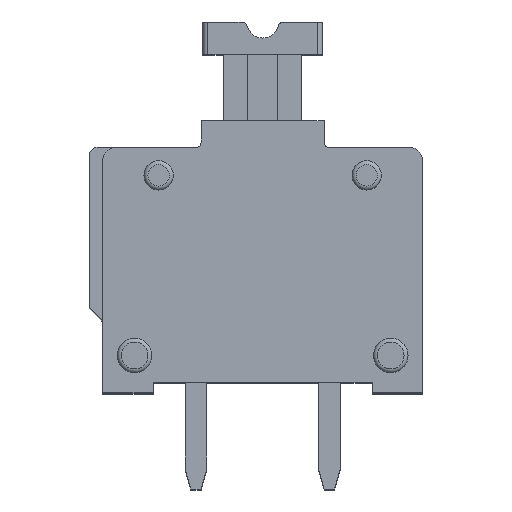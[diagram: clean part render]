
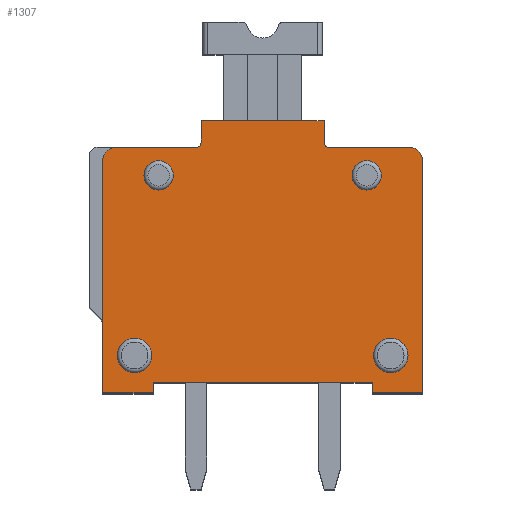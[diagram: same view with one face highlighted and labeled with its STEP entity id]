
A CAD part, top view. The second image highlights one B-rep face of the part: STEP entity #1307.
In plain terms, the highlighted planar face has unit normal (0, 0, 1).
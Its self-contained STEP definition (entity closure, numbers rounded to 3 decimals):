
#1307 = ADVANCED_FACE( '', ( #2936, #2937, #2938, #2939, #2940 ), #2941, .T. );
#2936 = FACE_OUTER_BOUND( '', #4892, .T. );
#2937 = FACE_BOUND( '', #4893, .T. );
#2938 = FACE_BOUND( '', #4894, .T. );
#2939 = FACE_BOUND( '', #4895, .T. );
#2940 = FACE_BOUND( '', #4896, .T. );
#2941 = PLANE( '', #4897 );
#4892 = EDGE_LOOP( '', ( #8801, #8802, #8803, #8804, #8805, #8806, #8807, #8808, #8809, #8810, #8811, #8812, #8813, #8814, #8815, #8816 ) );
#4893 = EDGE_LOOP( '', ( #8817 ) );
#4894 = EDGE_LOOP( '', ( #8818 ) );
#4895 = EDGE_LOOP( '', ( #8819 ) );
#4896 = EDGE_LOOP( '', ( #8820 ) );
#4897 = AXIS2_PLACEMENT_3D( '', #8821, #8822, #8823 );
#8801 = ORIENTED_EDGE( '', *, *, #13081, .T. );
#8802 = ORIENTED_EDGE( '', *, *, #12392, .T. );
#8803 = ORIENTED_EDGE( '', *, *, #13244, .F. );
#8804 = ORIENTED_EDGE( '', *, *, #13146, .F. );
#8805 = ORIENTED_EDGE( '', *, *, #13001, .F. );
#8806 = ORIENTED_EDGE( '', *, *, #13311, .T. );
#8807 = ORIENTED_EDGE( '', *, *, #13312, .F. );
#8808 = ORIENTED_EDGE( '', *, *, #11908, .F. );
#8809 = ORIENTED_EDGE( '', *, *, #13313, .T. );
#8810 = ORIENTED_EDGE( '', *, *, #13314, .T. );
#8811 = ORIENTED_EDGE( '', *, *, #13037, .T. );
#8812 = ORIENTED_EDGE( '', *, *, #13315, .T. );
#8813 = ORIENTED_EDGE( '', *, *, #13305, .T. );
#8814 = ORIENTED_EDGE( '', *, *, #12605, .F. );
#8815 = ORIENTED_EDGE( '', *, *, #13316, .T. );
#8816 = ORIENTED_EDGE( '', *, *, #13317, .F. );
#8817 = ORIENTED_EDGE( '', *, *, #13048, .F. );
#8818 = ORIENTED_EDGE( '', *, *, #13318, .F. );
#8819 = ORIENTED_EDGE( '', *, *, #12229, .F. );
#8820 = ORIENTED_EDGE( '', *, *, #13319, .F. );
#8821 = CARTESIAN_POINT( '', ( 5.954, 7.756, 3.54 ) );
#8822 = DIRECTION( '', ( 0., 0., 1. ) );
#8823 = DIRECTION( '', ( 1., 0., 0. ) );
#11908 = EDGE_CURVE( '', #14334, #14336, #14337, .T. );
#12229 = EDGE_CURVE( '', #14924, #14924, #14925, .T. );
#12392 = EDGE_CURVE( '', #15198, #15196, #15199, .T. );
#12605 = EDGE_CURVE( '', #15538, #15539, #15540, .T. );
#13001 = EDGE_CURVE( '', #16143, #16145, #16146, .T. );
#13037 = EDGE_CURVE( '', #16193, #16191, #16194, .T. );
#13048 = EDGE_CURVE( '', #16209, #16209, #16210, .T. );
#13081 = EDGE_CURVE( '', #16253, #15198, #16257, .T. );
#13146 = EDGE_CURVE( '', #16145, #16350, #16352, .T. );
#13244 = EDGE_CURVE( '', #16350, #15196, #16491, .T. );
#13305 = EDGE_CURVE( '', #16575, #15539, #16576, .T. );
#13311 = EDGE_CURVE( '', #16143, #16583, #16584, .T. );
#13312 = EDGE_CURVE( '', #14336, #16583, #16585, .T. );
#13313 = EDGE_CURVE( '', #14334, #16586, #16587, .T. );
#13314 = EDGE_CURVE( '', #16586, #16193, #16588, .T. );
#13315 = EDGE_CURVE( '', #16191, #16575, #16589, .T. );
#13316 = EDGE_CURVE( '', #15538, #16590, #16591, .T. );
#13317 = EDGE_CURVE( '', #16253, #16590, #16592, .T. );
#13318 = EDGE_CURVE( '', #16593, #16593, #16594, .T. );
#13319 = EDGE_CURVE( '', #16595, #16595, #16596, .T. );
#14334 = VERTEX_POINT( '', #17859 );
#14336 = VERTEX_POINT( '', #17862 );
#14337 = CIRCLE( '', #17863, 0.5 );
#14924 = VERTEX_POINT( '', #18794 );
#14925 = CIRCLE( '', #18795, 0.65 );
#15196 = VERTEX_POINT( '', #19198 );
#15198 = VERTEX_POINT( '', #19201 );
#15199 = LINE( '', #19202, #19203 );
#15538 = VERTEX_POINT( '', #19689 );
#15539 = VERTEX_POINT( '', #19690 );
#15540 = CIRCLE( '', #19691, 0.2 );
#16143 = VERTEX_POINT( '', #20596 );
#16145 = VERTEX_POINT( '', #20599 );
#16146 = LINE( '', #20600, #20601 );
#16191 = VERTEX_POINT( '', #20667 );
#16193 = VERTEX_POINT( '', #20670 );
#16194 = LINE( '', #20671, #20672 );
#16209 = VERTEX_POINT( '', #20694 );
#16210 = CIRCLE( '', #20695, 0.65 );
#16253 = VERTEX_POINT( '', #20759 );
#16257 = LINE( '', #20765, #20766 );
#16350 = VERTEX_POINT( '', #20910 );
#16352 = LINE( '', #20913, #20914 );
#16491 = LINE( '', #21117, #21118 );
#16575 = VERTEX_POINT( '', #21249 );
#16576 = LINE( '', #21250, #21251 );
#16583 = VERTEX_POINT( '', #21261 );
#16584 = LINE( '', #21262, #21263 );
#16585 = LINE( '', #21264, #21265 );
#16586 = VERTEX_POINT( '', #21266 );
#16587 = LINE( '', #21267, #21268 );
#16588 = CIRCLE( '', #21269, 0.2 );
#16589 = LINE( '', #21270, #21271 );
#16590 = VERTEX_POINT( '', #21272 );
#16591 = LINE( '', #21273, #21274 );
#16592 = CIRCLE( '', #21275, 0.5 );
#16593 = VERTEX_POINT( '', #21276 );
#16594 = CIRCLE( '', #21277, 0.55 );
#16595 = VERTEX_POINT( '', #21278 );
#16596 = CIRCLE( '', #21279, 0.55 );
#17859 = CARTESIAN_POINT( '', ( 11.5, 9.2, 3.54 ) );
#17862 = CARTESIAN_POINT( '', ( 12., 8.7, 3.54 ) );
#17863 = AXIS2_PLACEMENT_3D( '', #22691, #22692, #22693 );
#18794 = CARTESIAN_POINT( '', ( 1.85, 1.4, 3.54 ) );
#18795 = AXIS2_PLACEMENT_3D( '', #23041, #23042, #23043 );
#19198 = CARTESIAN_POINT( '', ( 1.9, 0., 3.54 ) );
#19201 = CARTESIAN_POINT( '', ( 0., 0., 3.54 ) );
#19202 = CARTESIAN_POINT( '', ( 7.771, 0., 3.54 ) );
#19203 = VECTOR( '', #23201, 1000. );
#19689 = CARTESIAN_POINT( '', ( 3.5, 9.2, 3.54 ) );
#19690 = CARTESIAN_POINT( '', ( 3.7, 9.4, 3.54 ) );
#19691 = AXIS2_PLACEMENT_3D( '', #23400, #23401, #23402 );
#20596 = CARTESIAN_POINT( '', ( 10.1, 0., 3.54 ) );
#20599 = CARTESIAN_POINT( '', ( 10.1, 0.4, 3.54 ) );
#20600 = CARTESIAN_POINT( '', ( 10.1, 7.285, 3.54 ) );
#20601 = VECTOR( '', #23796, 1000. );
#20667 = CARTESIAN_POINT( '', ( 8.3, 10.2, 3.54 ) );
#20670 = CARTESIAN_POINT( '', ( 8.3, 9.4, 3.54 ) );
#20671 = CARTESIAN_POINT( '', ( 8.3, 7.285, 3.54 ) );
#20672 = VECTOR( '', #23825, 1000. );
#20694 = CARTESIAN_POINT( '', ( 11.45, 1.4, 3.54 ) );
#20695 = AXIS2_PLACEMENT_3D( '', #23833, #23834, #23835 );
#20759 = CARTESIAN_POINT( '', ( 0., 8.7, 3.54 ) );
#20765 = CARTESIAN_POINT( '', ( 0., 7.285, 3.54 ) );
#20766 = VECTOR( '', #23859, 1000. );
#20910 = CARTESIAN_POINT( '', ( 1.9, 0.4, 3.54 ) );
#20913 = CARTESIAN_POINT( '', ( 7.771, 0.4, 3.54 ) );
#20914 = VECTOR( '', #23921, 1000. );
#21117 = CARTESIAN_POINT( '', ( 1.9, 7.285, 3.54 ) );
#21118 = VECTOR( '', #23992, 1000. );
#21249 = CARTESIAN_POINT( '', ( 3.7, 10.2, 3.54 ) );
#21250 = CARTESIAN_POINT( '', ( 3.7, 7.285, 3.54 ) );
#21251 = VECTOR( '', #24049, 1000. );
#21261 = CARTESIAN_POINT( '', ( 12., 0., 3.54 ) );
#21262 = CARTESIAN_POINT( '', ( 7.771, 0., 3.54 ) );
#21263 = VECTOR( '', #24053, 1000. );
#21264 = CARTESIAN_POINT( '', ( 12., 7.285, 3.54 ) );
#21265 = VECTOR( '', #24054, 1000. );
#21266 = CARTESIAN_POINT( '', ( 8.5, 9.2, 3.54 ) );
#21267 = CARTESIAN_POINT( '', ( 7.771, 9.2, 3.54 ) );
#21268 = VECTOR( '', #24055, 1000. );
#21269 = AXIS2_PLACEMENT_3D( '', #24056, #24057, #24058 );
#21270 = CARTESIAN_POINT( '', ( 7.771, 10.2, 3.54 ) );
#21271 = VECTOR( '', #24059, 1000. );
#21272 = CARTESIAN_POINT( '', ( 0.5, 9.2, 3.54 ) );
#21273 = CARTESIAN_POINT( '', ( 7.771, 9.2, 3.54 ) );
#21274 = VECTOR( '', #24060, 1000. );
#21275 = AXIS2_PLACEMENT_3D( '', #24061, #24062, #24063 );
#21276 = CARTESIAN_POINT( '', ( 10.45, 8.15, 3.54 ) );
#21277 = AXIS2_PLACEMENT_3D( '', #24064, #24065, #24066 );
#21278 = CARTESIAN_POINT( '', ( 2.65, 8.15, 3.54 ) );
#21279 = AXIS2_PLACEMENT_3D( '', #24067, #24068, #24069 );
#22691 = CARTESIAN_POINT( '', ( 11.5, 8.7, 3.54 ) );
#22692 = DIRECTION( '', ( 0., 0., -1. ) );
#22693 = DIRECTION( '', ( -1., 0., 0. ) );
#23041 = CARTESIAN_POINT( '', ( 1.2, 1.4, 3.54 ) );
#23042 = DIRECTION( '', ( 0., 0., 1. ) );
#23043 = DIRECTION( '', ( 1., 0., 0. ) );
#23201 = DIRECTION( '', ( 1., 0., 0. ) );
#23400 = CARTESIAN_POINT( '', ( 3.5, 9.4, 3.54 ) );
#23401 = DIRECTION( '', ( 0., 0., 1. ) );
#23402 = DIRECTION( '', ( 1., 0., 0. ) );
#23796 = DIRECTION( '', ( 0., 1., 0. ) );
#23825 = DIRECTION( '', ( 0., 1., 0. ) );
#23833 = CARTESIAN_POINT( '', ( 10.8, 1.4, 3.54 ) );
#23834 = DIRECTION( '', ( 0., 0., 1. ) );
#23835 = DIRECTION( '', ( 1., 0., 0. ) );
#23859 = DIRECTION( '', ( 0., -1., 0. ) );
#23921 = DIRECTION( '', ( -1., 0., 0. ) );
#23992 = DIRECTION( '', ( 0., -1., 0. ) );
#24049 = DIRECTION( '', ( 0., -1., 0. ) );
#24053 = DIRECTION( '', ( 1., 0., 0. ) );
#24054 = DIRECTION( '', ( 0., -1., 0. ) );
#24055 = DIRECTION( '', ( -1., 0., 0. ) );
#24056 = CARTESIAN_POINT( '', ( 8.5, 9.4, 3.54 ) );
#24057 = DIRECTION( '', ( 0., 0., -1. ) );
#24058 = DIRECTION( '', ( -1., 0., 0. ) );
#24059 = DIRECTION( '', ( -1., 0., 0. ) );
#24060 = DIRECTION( '', ( -1., 0., 0. ) );
#24061 = CARTESIAN_POINT( '', ( 0.5, 8.7, 3.54 ) );
#24062 = DIRECTION( '', ( 0., 0., -1. ) );
#24063 = DIRECTION( '', ( -1., 0., 0. ) );
#24064 = CARTESIAN_POINT( '', ( 9.9, 8.15, 3.54 ) );
#24065 = DIRECTION( '', ( 0., 0., 1. ) );
#24066 = DIRECTION( '', ( 1., 0., 0. ) );
#24067 = CARTESIAN_POINT( '', ( 2.1, 8.15, 3.54 ) );
#24068 = DIRECTION( '', ( 0., 0., 1. ) );
#24069 = DIRECTION( '', ( 1., 0., 0. ) );
